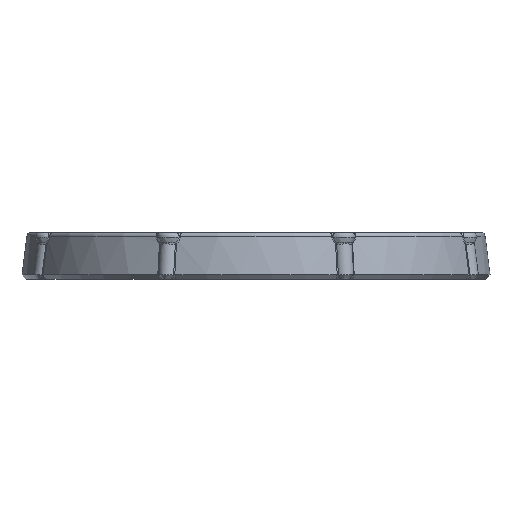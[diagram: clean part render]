
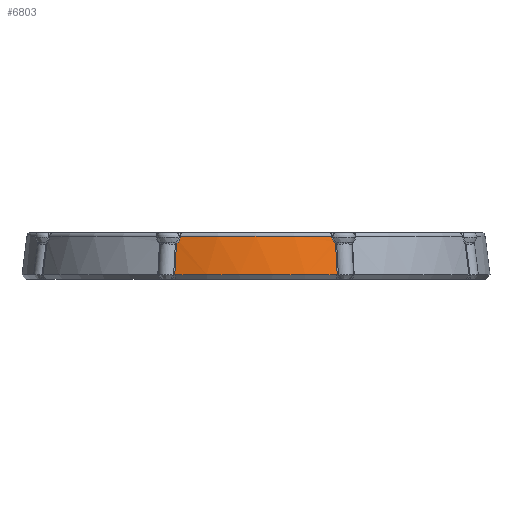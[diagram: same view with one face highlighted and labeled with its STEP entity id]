
A CAD part, left-side view. The second image highlights one B-rep face of the part: STEP entity #6803.
In plain terms, the highlighted conical face has half-angle 8 degrees and reference radius 19.768 mm.
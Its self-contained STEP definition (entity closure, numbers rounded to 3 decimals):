
#482=B_SPLINE_CURVE_WITH_KNOTS('',3,(#11202,#11203,#11204,#11205),
 .UNSPECIFIED.,.F.,.F.,(4,4),(0.061,0.321),
 .UNSPECIFIED.);
#483=B_SPLINE_CURVE_WITH_KNOTS('',3,(#11209,#11210,#11211,#11212),
 .UNSPECIFIED.,.F.,.F.,(4,4),(0.,0.259),
 .UNSPECIFIED.);
#484=B_SPLINE_CURVE_WITH_KNOTS('',3,(#11214,#11215,#11216,#11217),
 .UNSPECIFIED.,.F.,.F.,(4,4),(-0.007,0.),.UNSPECIFIED.);
#485=B_SPLINE_CURVE_WITH_KNOTS('',3,(#11219,#11220,#11221,#11222),
 .UNSPECIFIED.,.F.,.F.,(4,4),(-0.76,-0.684),
 .UNSPECIFIED.);
#486=B_SPLINE_CURVE_WITH_KNOTS('',3,(#11226,#11227,#11228,#11229),
 .UNSPECIFIED.,.F.,.F.,(4,4),(-0.684,-0.608),
 .UNSPECIFIED.);
#487=B_SPLINE_CURVE_WITH_KNOTS('',3,(#11230,#11231,#11232,#11233),
 .UNSPECIFIED.,.F.,.F.,(4,4),(-0.007,0.),.UNSPECIFIED.);
#889=FACE_OUTER_BOUND('',#1296,.T.);
#1296=EDGE_LOOP('',(#4802,#4803,#4804,#4805,#4806,#4807,#4808,#4809));
#2589=CIRCLE('',#7176,19.995);
#2598=CIRCLE('',#7190,19.531);
#2964=VERTEX_POINT('',#10340);
#2967=VERTEX_POINT('',#10345);
#3022=VERTEX_POINT('',#11201);
#3023=VERTEX_POINT('',#11208);
#3024=VERTEX_POINT('',#11213);
#3025=VERTEX_POINT('',#11218);
#3026=VERTEX_POINT('',#11223);
#3027=VERTEX_POINT('',#11225);
#3638=EDGE_CURVE('',#2967,#2964,#2589,.T.);
#3724=EDGE_CURVE('',#2964,#3022,#482,.T.);
#3726=EDGE_CURVE('',#3023,#2967,#483,.T.);
#3727=EDGE_CURVE('',#3024,#3023,#484,.T.);
#3728=EDGE_CURVE('',#3025,#3024,#485,.T.);
#3729=EDGE_CURVE('',#3026,#3025,#2598,.T.);
#3730=EDGE_CURVE('',#3027,#3026,#486,.T.);
#3731=EDGE_CURVE('',#3022,#3027,#487,.T.);
#4802=ORIENTED_EDGE('',*,*,#3638,.F.);
#4803=ORIENTED_EDGE('',*,*,#3726,.F.);
#4804=ORIENTED_EDGE('',*,*,#3727,.F.);
#4805=ORIENTED_EDGE('',*,*,#3728,.F.);
#4806=ORIENTED_EDGE('',*,*,#3729,.F.);
#4807=ORIENTED_EDGE('',*,*,#3730,.F.);
#4808=ORIENTED_EDGE('',*,*,#3731,.F.);
#4809=ORIENTED_EDGE('',*,*,#3724,.F.);
#6334=CONICAL_SURFACE('',#7189,19.768,0.14);
#6803=ADVANCED_FACE('',(#889),#6334,.T.);
#7176=AXIS2_PLACEMENT_3D('',#10347,#7645,#7646);
#7189=AXIS2_PLACEMENT_3D('',#11207,#7697,#7698);
#7190=AXIS2_PLACEMENT_3D('',#11224,#7699,#7700);
#7645=DIRECTION('center_axis',(0.,0.,
-1.));
#7646=DIRECTION('ref_axis',(-0.924,-0.383,0.));
#7697=DIRECTION('center_axis',(0.,0.,
-1.));
#7698=DIRECTION('ref_axis',(-0.924,-0.383,0.));
#7699=DIRECTION('center_axis',(0.,0.,
1.));
#7700=DIRECTION('ref_axis',(-1.,0.,0.));
#10340=CARTESIAN_POINT('',(-18.759,6.921,0.596));
#10345=CARTESIAN_POINT('',(-18.759,-6.921,0.596));
#10347=CARTESIAN_POINT('Origin',(0.,0.,
0.596));
#11201=CARTESIAN_POINT('',(-18.425,6.783,3.163));
#11202=CARTESIAN_POINT('Ctrl Pts',(-18.759,6.921,0.596));
#11203=CARTESIAN_POINT('Ctrl Pts',(-18.647,6.875,1.452));
#11204=CARTESIAN_POINT('Ctrl Pts',(-18.536,6.829,2.308));
#11205=CARTESIAN_POINT('Ctrl Pts',(-18.425,6.783,3.163));
#11207=CARTESIAN_POINT('Origin',(0.,0.,
2.207));
#11208=CARTESIAN_POINT('',(-18.425,-6.783,3.163));
#11209=CARTESIAN_POINT('Ctrl Pts',(-18.425,-6.783,3.163));
#11210=CARTESIAN_POINT('Ctrl Pts',(-18.536,-6.829,2.308));
#11211=CARTESIAN_POINT('Ctrl Pts',(-18.647,-6.875,
1.452));
#11212=CARTESIAN_POINT('Ctrl Pts',(-18.759,-6.921,
0.596));
#11213=CARTESIAN_POINT('',(-18.427,-6.752,3.229));
#11214=CARTESIAN_POINT('Ctrl Pts',(-18.427,-6.752,
3.229));
#11215=CARTESIAN_POINT('Ctrl Pts',(-18.423,-6.77,
3.212));
#11216=CARTESIAN_POINT('Ctrl Pts',(-18.422,-6.782,
3.188));
#11217=CARTESIAN_POINT('Ctrl Pts',(-18.425,-6.783,3.163));
#11218=CARTESIAN_POINT('',(-18.442,-6.429,3.899));
#11219=CARTESIAN_POINT('Ctrl Pts',(-18.442,-6.429,
3.899));
#11220=CARTESIAN_POINT('Ctrl Pts',(-18.471,-6.454,
3.647));
#11221=CARTESIAN_POINT('Ctrl Pts',(-18.466,-6.573,3.404));
#11222=CARTESIAN_POINT('Ctrl Pts',(-18.427,-6.752,
3.229));
#11223=CARTESIAN_POINT('',(-18.442,6.429,3.899));
#11224=CARTESIAN_POINT('Origin',(0.,0.,
3.899));
#11225=CARTESIAN_POINT('',(-18.427,6.752,3.229));
#11226=CARTESIAN_POINT('Ctrl Pts',(-18.427,6.752,3.229));
#11227=CARTESIAN_POINT('Ctrl Pts',(-18.466,6.573,3.404));
#11228=CARTESIAN_POINT('Ctrl Pts',(-18.471,6.454,3.647));
#11229=CARTESIAN_POINT('Ctrl Pts',(-18.442,6.429,3.899));
#11230=CARTESIAN_POINT('Ctrl Pts',(-18.425,6.783,3.163));
#11231=CARTESIAN_POINT('Ctrl Pts',(-18.422,6.782,3.188));
#11232=CARTESIAN_POINT('Ctrl Pts',(-18.423,6.77,3.212));
#11233=CARTESIAN_POINT('Ctrl Pts',(-18.427,6.752,3.229));
